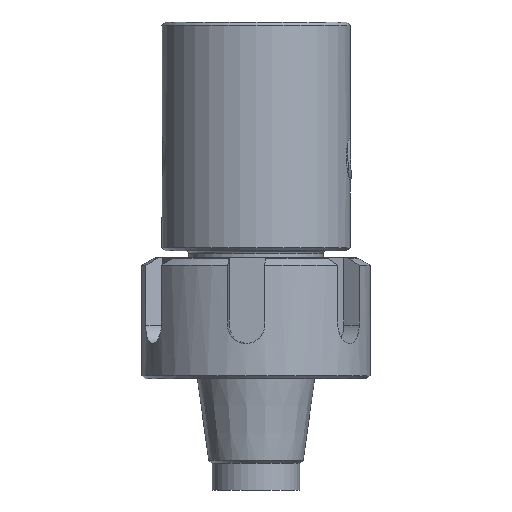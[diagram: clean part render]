
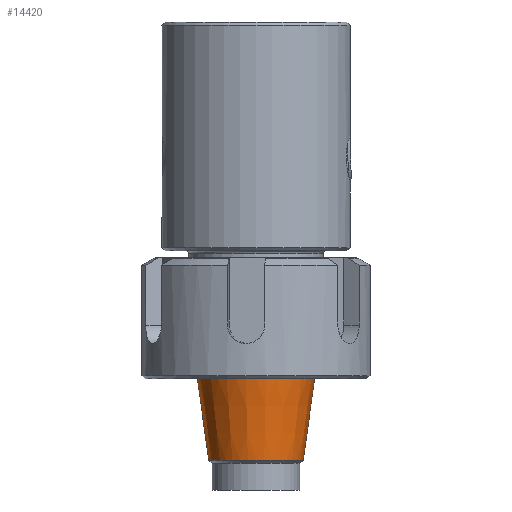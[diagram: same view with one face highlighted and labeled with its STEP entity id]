
A CAD part, left-side view. The second image highlights one B-rep face of the part: STEP entity #14420.
In plain terms, the highlighted conical face has half-angle 8 degrees and reference radius 7.014 mm.
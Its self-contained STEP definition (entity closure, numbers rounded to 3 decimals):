
#2767 = CARTESIAN_POINT ( 'NONE',  ( 0., 0., -19. ) ) ;
#2803 = AXIS2_PLACEMENT_3D ( 'NONE', #16152, #17618, #9538 ) ;
#3324 = AXIS2_PLACEMENT_3D ( 'NONE', #8113, #10913, #10784 ) ;
#4533 = AXIS2_PLACEMENT_3D ( 'NONE', #2767, #8144, #12262 ) ;
#5292 = CONICAL_SURFACE ( 'NONE', #3324, 7.014, 0.14 ) ;
#5743 = FACE_BOUND ( 'NONE', #6180, .T. ) ;
#6180 = EDGE_LOOP ( 'NONE', ( #9317 ) ) ;
#7738 = CIRCLE ( 'NONE', #4533, 8.71 ) ;
#8113 = CARTESIAN_POINT ( 'NONE',  ( 0., 0., -31.069 ) ) ;
#8126 = VERTEX_POINT ( 'NONE', #13033 ) ;
#8144 = DIRECTION ( 'NONE',  ( 0., 0., 1. ) ) ;
#9317 = ORIENTED_EDGE ( 'NONE', *, *, #12399, .T. ) ;
#9538 = DIRECTION ( 'NONE',  ( 0., -1., 0. ) ) ;
#10610 = FACE_OUTER_BOUND ( 'NONE', #12075, .T. ) ;
#10784 = DIRECTION ( 'NONE',  ( 0., -1., 0. ) ) ;
#10913 = DIRECTION ( 'NONE',  ( 0., 0., 1. ) ) ;
#10939 = CIRCLE ( 'NONE', #2803, 7.014 ) ;
#12075 = EDGE_LOOP ( 'NONE', ( #12794 ) ) ;
#12262 = DIRECTION ( 'NONE',  ( 0., -1., 0. ) ) ;
#12399 = EDGE_CURVE ( 'NONE', #8126, #8126, #10939, .T. ) ;
#12792 = EDGE_CURVE ( 'NONE', #16655, #16655, #7738, .T. ) ;
#12794 = ORIENTED_EDGE ( 'NONE', *, *, #12792, .F. ) ;
#13033 = CARTESIAN_POINT ( 'NONE',  ( 0., -7.014, -31.069 ) ) ;
#14420 = ADVANCED_FACE ( 'NONE', ( #5743, #10610 ), #5292, .T. ) ;
#14550 = CARTESIAN_POINT ( 'NONE',  ( 0., -8.71, -19. ) ) ;
#16152 = CARTESIAN_POINT ( 'NONE',  ( 0., 0., -31.069 ) ) ;
#16655 = VERTEX_POINT ( 'NONE', #14550 ) ;
#17618 = DIRECTION ( 'NONE',  ( 0., 0., 1. ) ) ;
